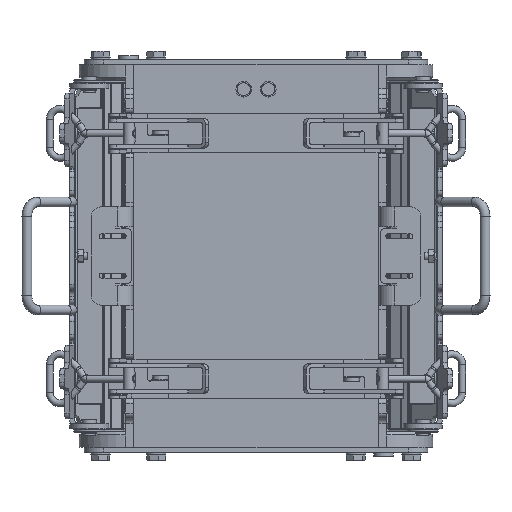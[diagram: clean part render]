
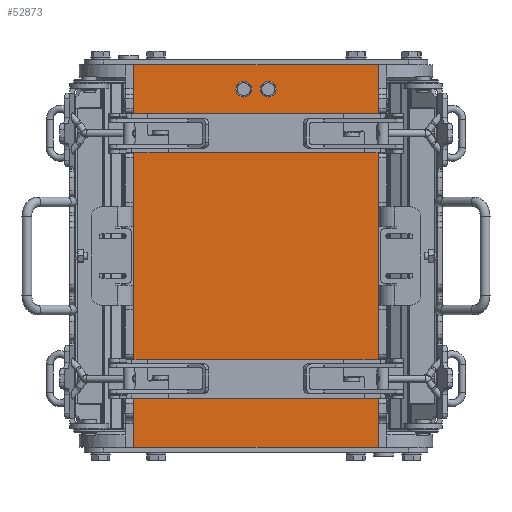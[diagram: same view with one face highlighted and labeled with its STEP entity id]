
A CAD part, front view. The second image highlights one B-rep face of the part: STEP entity #52873.
In plain terms, the highlighted planar face has unit normal (0, -1, 0).
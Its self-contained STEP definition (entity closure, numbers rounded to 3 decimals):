
#2858=FACE_BOUND('',#8914,.T.);
#2859=FACE_BOUND('',#8915,.T.);
#5229=FACE_OUTER_BOUND('',#8913,.T.);
#8913=EDGE_LOOP('',(#42315,#42316,#42317,#42318,#42319,#42320,#42321,#42322));
#8914=EDGE_LOOP('',(#42323));
#8915=EDGE_LOOP('',(#42324));
#11396=LINE('',#79739,#15402);
#11672=LINE('',#81431,#15678);
#12006=LINE('',#82798,#16012);
#12054=LINE('',#82896,#16060);
#12084=LINE('',#82963,#16090);
#12310=LINE('',#83572,#16316);
#12351=LINE('',#83656,#16357);
#12381=LINE('',#83723,#16387);
#15402=VECTOR('',#64364,10.);
#15678=VECTOR('',#65768,10.);
#16012=VECTOR('',#66948,10.);
#16060=VECTOR('',#67058,10.);
#16090=VECTOR('',#67146,10.);
#16316=VECTOR('',#67706,10.);
#16357=VECTOR('',#67809,10.);
#16387=VECTOR('',#67897,10.);
#18096=CIRCLE('',#53840,8.);
#18102=CIRCLE('',#53850,8.);
#20406=VERTEX_POINT('',#73391);
#20412=VERTEX_POINT('',#73407);
#22070=VERTEX_POINT('',#79736);
#22071=VERTEX_POINT('',#79738);
#22634=VERTEX_POINT('',#81428);
#22635=VERTEX_POINT('',#81430);
#23094=VERTEX_POINT('',#82795);
#23095=VERTEX_POINT('',#82797);
#23337=VERTEX_POINT('',#83569);
#23338=VERTEX_POINT('',#83571);
#25090=EDGE_CURVE('',#20406,#20406,#18096,.T.);
#25096=EDGE_CURVE('',#20412,#20412,#18102,.T.);
#27563=EDGE_CURVE('',#22070,#22071,#11396,.T.);
#28253=EDGE_CURVE('',#22634,#22635,#11672,.T.);
#28866=EDGE_CURVE('',#23094,#23095,#12006,.T.);
#28920=EDGE_CURVE('',#23095,#22634,#12054,.T.);
#28954=EDGE_CURVE('',#22071,#23094,#12084,.T.);
#29262=EDGE_CURVE('',#23337,#23338,#12310,.T.);
#29309=EDGE_CURVE('',#23338,#22070,#12351,.T.);
#29343=EDGE_CURVE('',#22635,#23337,#12381,.T.);
#42315=ORIENTED_EDGE('',*,*,#27563,.F.);
#42316=ORIENTED_EDGE('',*,*,#29309,.F.);
#42317=ORIENTED_EDGE('',*,*,#29262,.F.);
#42318=ORIENTED_EDGE('',*,*,#29343,.F.);
#42319=ORIENTED_EDGE('',*,*,#28253,.F.);
#42320=ORIENTED_EDGE('',*,*,#28920,.F.);
#42321=ORIENTED_EDGE('',*,*,#28866,.F.);
#42322=ORIENTED_EDGE('',*,*,#28954,.F.);
#42323=ORIENTED_EDGE('',*,*,#25090,.T.);
#42324=ORIENTED_EDGE('',*,*,#25096,.T.);
#47270=PLANE('',#57556);
#52873=ADVANCED_FACE('',(#5229,#2858,#2859),#47270,.F.);
#53840=AXIS2_PLACEMENT_3D('',#73392,#59102,#59103);
#53850=AXIS2_PLACEMENT_3D('',#73408,#59122,#59123);
#57556=AXIS2_PLACEMENT_3D('',#88969,#69538,#69539);
#59102=DIRECTION('center_axis',(0.,1.,0.));
#59103=DIRECTION('ref_axis',(0.,0.,
1.));
#59122=DIRECTION('center_axis',(0.,1.,0.));
#59123=DIRECTION('ref_axis',(0.,0.,
1.));
#64364=DIRECTION('',(-1.,0.,0.));
#65768=DIRECTION('',(1.,0.,0.));
#66948=DIRECTION('',(0.,0.,1.));
#67058=DIRECTION('',(0.,0.,1.));
#67146=DIRECTION('',(0.,0.,1.));
#67706=DIRECTION('',(0.,0.,-1.));
#67809=DIRECTION('',(0.,0.,-1.));
#67897=DIRECTION('',(0.,0.,-1.));
#69538=DIRECTION('center_axis',(0.,1.,0.));
#69539=DIRECTION('ref_axis',(-1.,0.,0.));
#73391=CARTESIAN_POINT('',(12.5,-128.,-33.));
#73392=CARTESIAN_POINT('Origin',(12.5,-128.,-25.));
#73407=CARTESIAN_POINT('',(-12.5,-128.,-33.));
#73408=CARTESIAN_POINT('Origin',(-12.5,-128.,-25.));
#79736=CARTESIAN_POINT('',(125.,-128.,-390.));
#79738=CARTESIAN_POINT('',(-125.,-128.,-390.));
#79739=CARTESIAN_POINT('',(0.,-128.,-390.));
#81428=CARTESIAN_POINT('',(-125.,-128.,0.));
#81430=CARTESIAN_POINT('',(125.,-128.,0.));
#81431=CARTESIAN_POINT('',(0.,-128.,0.));
#82795=CARTESIAN_POINT('',(-125.,-128.,-376.));
#82797=CARTESIAN_POINT('',(-125.,-128.,-14.));
#82798=CARTESIAN_POINT('',(-125.,-128.,-390.));
#82896=CARTESIAN_POINT('',(-125.,-128.,-390.));
#82963=CARTESIAN_POINT('',(-125.,-128.,-390.));
#83569=CARTESIAN_POINT('',(125.,-128.,-14.));
#83571=CARTESIAN_POINT('',(125.,-128.,-376.));
#83572=CARTESIAN_POINT('',(125.,-128.,0.));
#83656=CARTESIAN_POINT('',(125.,-128.,0.));
#83723=CARTESIAN_POINT('',(125.,-128.,0.));
#88969=CARTESIAN_POINT('Origin',(0.,-128.,-195.));
